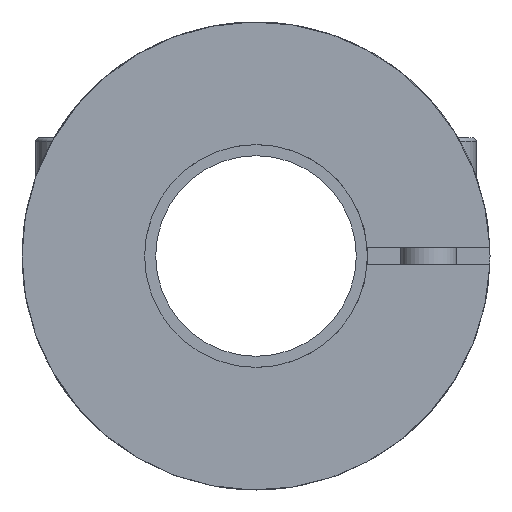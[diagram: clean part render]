
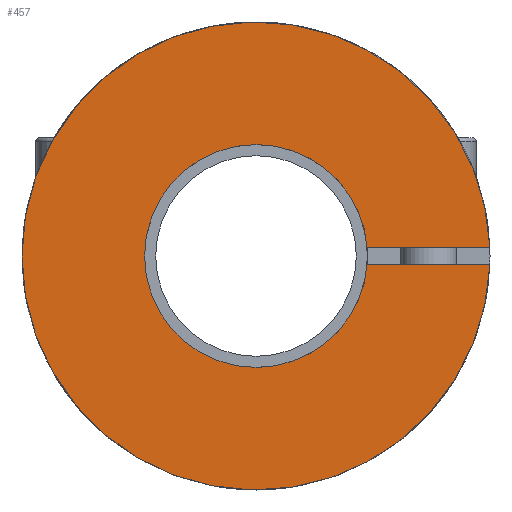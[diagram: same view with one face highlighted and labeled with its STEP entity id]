
A CAD part, left-side view. The second image highlights one B-rep face of the part: STEP entity #457.
In plain terms, the highlighted planar face has unit normal (-1, 0, 0).
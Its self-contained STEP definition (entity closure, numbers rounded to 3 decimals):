
#457=ADVANCED_FACE('NONE',(#912),#913,.F.);
#912=FACE_OUTER_BOUND('',#1387,.T.);
#913=PLANE('',#1388);
#1387=EDGE_LOOP('',(#2500,#2501,#2502,#2503,#2504,#2505,#2506));
#1388=AXIS2_PLACEMENT_3D('',#2507,#2508,#2509);
#2500=ORIENTED_EDGE('',*,*,#3277,.T.);
#2501=ORIENTED_EDGE('',*,*,#3275,.T.);
#2502=ORIENTED_EDGE('',*,*,#3267,.T.);
#2503=ORIENTED_EDGE('',*,*,#3288,.F.);
#2504=ORIENTED_EDGE('',*,*,#3289,.T.);
#2505=ORIENTED_EDGE('',*,*,#3290,.T.);
#2506=ORIENTED_EDGE('',*,*,#3284,.F.);
#2507=CARTESIAN_POINT('',(0.0,0.0,4.0));
#2508=DIRECTION('',(1.0,0.0,0.0));
#2509=DIRECTION('',(0.0,-0.0,-1.0));
#3267=EDGE_CURVE('',#3978,#3983,#3985,.T.);
#3275=EDGE_CURVE('',#3988,#3978,#3999,.T.);
#3277=EDGE_CURVE('',#4001,#3988,#4002,.T.);
#3284=EDGE_CURVE('NONE',#4001,#4012,#4013,.T.);
#3288=EDGE_CURVE('NONE',#4018,#3983,#4019,.T.);
#3289=EDGE_CURVE('NONE',#4018,#4020,#4021,.T.);
#3290=EDGE_CURVE('NONE',#4020,#4012,#4022,.T.);
#3978=VERTEX_POINT('',#5064);
#3983=VERTEX_POINT('',#5070);
#3985=CIRCLE('',#5073,10.0);
#3988=VERTEX_POINT('',#5076);
#3999=CIRCLE('',#5090,10.0);
#4001=VERTEX_POINT('',#5092);
#4002=CIRCLE('',#5093,10.0);
#4012=VERTEX_POINT('NONE',#5104);
#4013=LINE('',#5105,#5106);
#4018=VERTEX_POINT('NONE',#5113);
#4019=LINE('',#5114,#5115);
#4020=VERTEX_POINT('NONE',#5116);
#4021=CIRCLE('',#5117,21.0);
#4022=CIRCLE('',#5118,21.0);
#5064=CARTESIAN_POINT('',(0.0,0.,10.0));
#5070=CARTESIAN_POINT('',(0.0,-9.968,0.8));
#5073=AXIS2_PLACEMENT_3D('',#5998,#5999,#6000);
#5076=CARTESIAN_POINT('',(0.0,0.,-10.0));
#5090=AXIS2_PLACEMENT_3D('',#6013,#6014,#6015);
#5092=CARTESIAN_POINT('',(0.0,-9.968,-0.8));
#5093=AXIS2_PLACEMENT_3D('',#6016,#6017,#6018);
#5104=CARTESIAN_POINT('',(0.0,-20.985,-0.8));
#5105=CARTESIAN_POINT('',(0.0,8.0,-0.8));
#5106=VECTOR('',#6032,1000.0);
#5113=CARTESIAN_POINT('',(0.0,-20.985,0.8));
#5114=CARTESIAN_POINT('',(0.0,8.0,0.8));
#5115=VECTOR('',#6035,1000.0);
#5116=CARTESIAN_POINT('',(0.0,21.0,0.));
#5117=AXIS2_PLACEMENT_3D('',#6036,#6037,#6038);
#5118=AXIS2_PLACEMENT_3D('',#6039,#6040,#6041);
#5998=CARTESIAN_POINT('',(0.0,0.0,0.0));
#5999=DIRECTION('',(1.0,0.0,0.0));
#6000=DIRECTION('',(0.0,0.0,-1.0));
#6013=CARTESIAN_POINT('',(0.0,0.0,0.0));
#6014=DIRECTION('',(1.0,0.0,0.0));
#6015=DIRECTION('',(0.0,0.0,-1.0));
#6016=CARTESIAN_POINT('',(0.0,0.0,0.0));
#6017=DIRECTION('',(1.0,0.0,0.0));
#6018=DIRECTION('',(0.0,0.0,-1.0));
#6032=DIRECTION('',(0.0,-1.0,0.0));
#6035=DIRECTION('',(0.0,1.0,-0.0));
#6036=CARTESIAN_POINT('',(0.0,0.0,0.0));
#6037=DIRECTION('',(-1.0,0.0,0.0));
#6038=DIRECTION('',(0.0,-1.0,0.0));
#6039=CARTESIAN_POINT('',(0.0,0.0,0.0));
#6040=DIRECTION('',(-1.0,0.0,0.0));
#6041=DIRECTION('',(0.0,-1.0,0.0));
